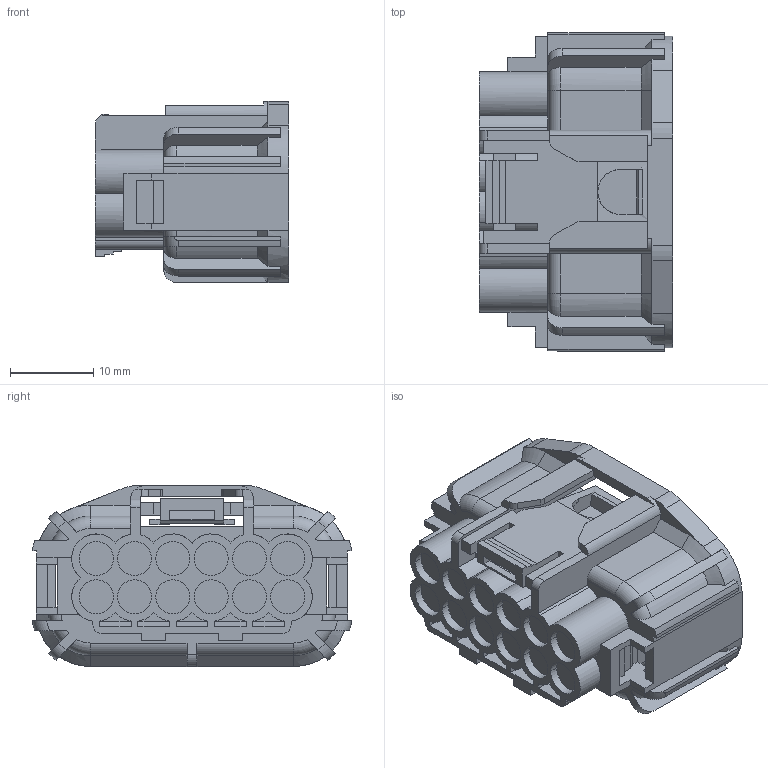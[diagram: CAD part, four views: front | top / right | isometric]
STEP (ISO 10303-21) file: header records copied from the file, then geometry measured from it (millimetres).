
FILE_DESCRIPTION(('CATIA V5 STEP','CAx-IF Rec.Pracs.--- Model Styling and Organization---1.5--- 2016-08-15','CAx-IF Rec.Pracs.---Supplemental Geometry---1.0---2011-11-01','CAx-IF Rec.Pracs.--- Composite Materials ---1.1---2010-07-15'),'2;1');
FILE_NAME('6189-7410.stp','2024-02-19T01:34:49+00:00',('none'),('none'),'CATIA Version 5-6 Release 2022 SP2 HF23','CATIA V5 STEP AP214 v2','none');
FILE_SCHEMA(('AUTOMOTIVE_DESIGN { 1 0 10303 214 1 1 1 1 }'));
Length unit declared in the file: millimetre
Products named in the file (1): 6189-7410
Bounding box: 23.25 x 38.2 x 21.75 mm (x, y, z)
Volume: 8857.7 mm3; surface area: 7856.1 mm2
Topology: 1 solids, 1 shells, 442 faces, 1261 edges, 841 vertices
Faces by surface type: plane 302, cylinder 106, torus 16, bspline 10, extrusion 6, cone 2
Entity records: 14202 total; most frequent: CARTESIAN_POINT 3582, ORIENTED_EDGE 2514, DIRECTION 1653, EDGE_CURVE 1257, VECTOR 901, LINE 895, VERTEX_POINT 839, AXIS2_PLACEMENT_3D 479
